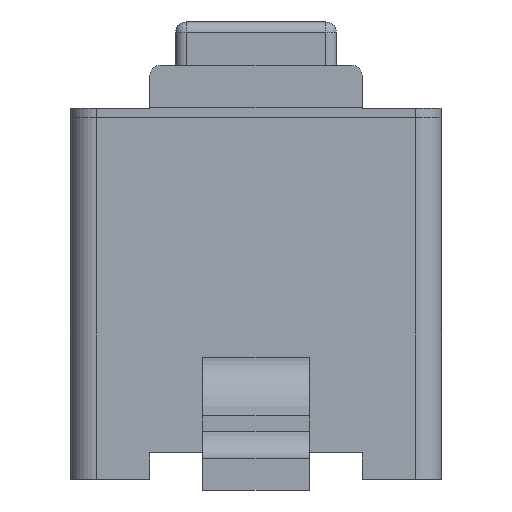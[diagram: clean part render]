
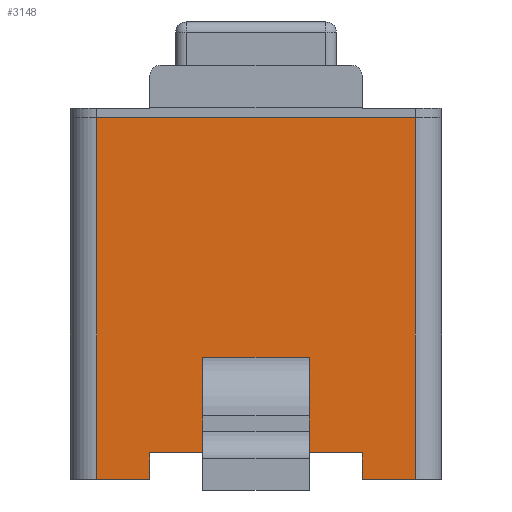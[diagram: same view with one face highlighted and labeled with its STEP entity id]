
A CAD part, front view. The second image highlights one B-rep face of the part: STEP entity #3148.
In plain terms, the highlighted planar face has unit normal (0, -1, 0).
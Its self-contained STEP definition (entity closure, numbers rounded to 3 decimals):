
#2842 = EDGE_CURVE('',#2843,#2845,#2847,.T.);
#2843 = VERTEX_POINT('',#2844);
#2844 = CARTESIAN_POINT('',(-1.5,-3.,-4.315));
#2845 = VERTEX_POINT('',#2846);
#2846 = CARTESIAN_POINT('',(-1.,-3.,-4.315));
#2847 = LINE('',#2848,#2849);
#2848 = CARTESIAN_POINT('',(-1.5,-3.,-4.315));
#2849 = VECTOR('',#2850,1.);
#2850 = DIRECTION('',(1.,0.,0.));
#2884 = EDGE_CURVE('',#2843,#2885,#2887,.T.);
#2885 = VERTEX_POINT('',#2886);
#2886 = CARTESIAN_POINT('',(-1.5,-3.,-0.9));
#2887 = LINE('',#2888,#2889);
#2888 = CARTESIAN_POINT('',(-1.5,-3.,-4.315));
#2889 = VECTOR('',#2890,1.);
#2890 = DIRECTION('',(0.,0.,1.));
#2918 = EDGE_CURVE('',#2919,#2885,#2921,.T.);
#2919 = VERTEX_POINT('',#2920);
#2920 = CARTESIAN_POINT('',(1.5,-3.,-0.9));
#2921 = LINE('',#2922,#2923);
#2922 = CARTESIAN_POINT('',(-2.345,-3.,-0.9));
#2923 = VECTOR('',#2924,1.);
#2924 = DIRECTION('',(-1.,0.,0.));
#3097 = VERTEX_POINT('',#3098);
#3098 = CARTESIAN_POINT('',(1.,-3.,-4.065));
#3104 = EDGE_CURVE('',#3105,#3097,#3107,.T.);
#3105 = VERTEX_POINT('',#3106);
#3106 = CARTESIAN_POINT('',(-1.,-3.,-4.065));
#3107 = LINE('',#3108,#3109);
#3108 = CARTESIAN_POINT('',(-1.,-3.,-4.065));
#3109 = VECTOR('',#3110,1.);
#3110 = DIRECTION('',(1.,0.,0.));
#3148 = ADVANCED_FACE('',(#3149,#3183),#3217,.T.);
#3149 = FACE_BOUND('',#3150,.T.);
#3150 = EDGE_LOOP('',(#3151,#3159,#3167,#3173,#3174,#3175,#3176,#3182));
#3151 = ORIENTED_EDGE('',*,*,#3152,.F.);
#3152 = EDGE_CURVE('',#3153,#3097,#3155,.T.);
#3153 = VERTEX_POINT('',#3154);
#3154 = CARTESIAN_POINT('',(1.,-3.,-4.315));
#3155 = LINE('',#3156,#3157);
#3156 = CARTESIAN_POINT('',(1.,-3.,-4.315));
#3157 = VECTOR('',#3158,1.);
#3158 = DIRECTION('',(0.,0.,1.));
#3159 = ORIENTED_EDGE('',*,*,#3160,.T.);
#3160 = EDGE_CURVE('',#3153,#3161,#3163,.T.);
#3161 = VERTEX_POINT('',#3162);
#3162 = CARTESIAN_POINT('',(1.5,-3.,-4.315));
#3163 = LINE('',#3164,#3165);
#3164 = CARTESIAN_POINT('',(1.,-3.,-4.315));
#3165 = VECTOR('',#3166,1.);
#3166 = DIRECTION('',(1.,0.,0.));
#3167 = ORIENTED_EDGE('',*,*,#3168,.F.);
#3168 = EDGE_CURVE('',#2919,#3161,#3169,.T.);
#3169 = LINE('',#3170,#3171);
#3170 = CARTESIAN_POINT('',(1.5,-3.,-0.815));
#3171 = VECTOR('',#3172,1.);
#3172 = DIRECTION('',(0.,0.,-1.));
#3173 = ORIENTED_EDGE('',*,*,#2918,.T.);
#3174 = ORIENTED_EDGE('',*,*,#2884,.F.);
#3175 = ORIENTED_EDGE('',*,*,#2842,.T.);
#3176 = ORIENTED_EDGE('',*,*,#3177,.T.);
#3177 = EDGE_CURVE('',#2845,#3105,#3178,.T.);
#3178 = LINE('',#3179,#3180);
#3179 = CARTESIAN_POINT('',(-1.,-3.,-4.315));
#3180 = VECTOR('',#3181,1.);
#3181 = DIRECTION('',(0.,0.,1.));
#3182 = ORIENTED_EDGE('',*,*,#3104,.T.);
#3183 = FACE_BOUND('',#3184,.T.);
#3184 = EDGE_LOOP('',(#3185,#3195,#3203,#3211));
#3185 = ORIENTED_EDGE('',*,*,#3186,.T.);
#3186 = EDGE_CURVE('',#3187,#3189,#3191,.T.);
#3187 = VERTEX_POINT('',#3188);
#3188 = CARTESIAN_POINT('',(-0.5,-3.,-3.165));
#3189 = VERTEX_POINT('',#3190);
#3190 = CARTESIAN_POINT('',(0.5,-3.,-3.165));
#3191 = LINE('',#3192,#3193);
#3192 = CARTESIAN_POINT('',(-0.5,-3.,-3.165));
#3193 = VECTOR('',#3194,1.);
#3194 = DIRECTION('',(1.,0.,0.));
#3195 = ORIENTED_EDGE('',*,*,#3196,.F.);
#3196 = EDGE_CURVE('',#3197,#3189,#3199,.T.);
#3197 = VERTEX_POINT('',#3198);
#3198 = CARTESIAN_POINT('',(0.5,-3.,-3.465));
#3199 = LINE('',#3200,#3201);
#3200 = CARTESIAN_POINT('',(0.5,-3.,-3.465));
#3201 = VECTOR('',#3202,1.);
#3202 = DIRECTION('',(0.,0.,1.));
#3203 = ORIENTED_EDGE('',*,*,#3204,.F.);
#3204 = EDGE_CURVE('',#3205,#3197,#3207,.T.);
#3205 = VERTEX_POINT('',#3206);
#3206 = CARTESIAN_POINT('',(-0.5,-3.,-3.465));
#3207 = LINE('',#3208,#3209);
#3208 = CARTESIAN_POINT('',(-0.5,-3.,-3.465));
#3209 = VECTOR('',#3210,1.);
#3210 = DIRECTION('',(1.,0.,0.));
#3211 = ORIENTED_EDGE('',*,*,#3212,.T.);
#3212 = EDGE_CURVE('',#3205,#3187,#3213,.T.);
#3213 = LINE('',#3214,#3215);
#3214 = CARTESIAN_POINT('',(-0.5,-3.,-3.465));
#3215 = VECTOR('',#3216,1.);
#3216 = DIRECTION('',(0.,0.,1.));
#3217 = PLANE('',#3218);
#3218 = AXIS2_PLACEMENT_3D('',#3219,#3220,#3221);
#3219 = CARTESIAN_POINT('',(-1.75,-3.,-0.815));
#3220 = DIRECTION('',(0.,-1.,0.));
#3221 = DIRECTION('',(0.,0.,-1.));
